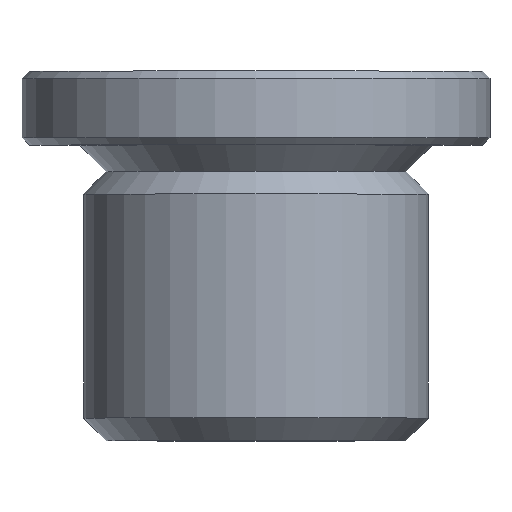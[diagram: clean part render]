
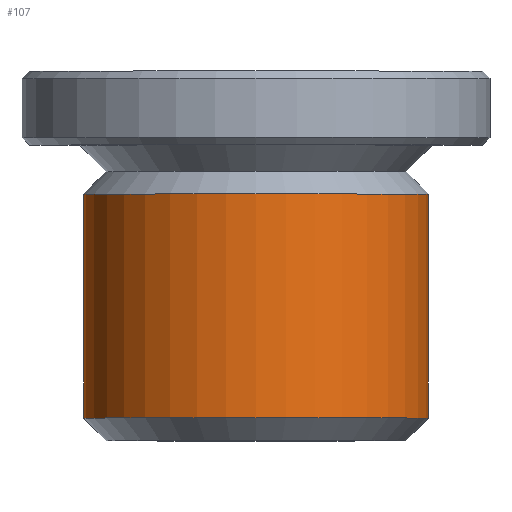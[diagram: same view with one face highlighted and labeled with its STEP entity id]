
A CAD part, top view. The second image highlights one B-rep face of the part: STEP entity #107.
In plain terms, the highlighted cylindrical face has radius 7 mm (diameter 14 mm), a full revolution.
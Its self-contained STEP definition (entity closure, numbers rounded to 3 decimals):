
#107 = ADVANCED_FACE( '', ( #218, #219 ), #220, .T. );
#218 = FACE_OUTER_BOUND( '', #322, .T. );
#219 = FACE_OUTER_BOUND( '', #323, .T. );
#220 = CYLINDRICAL_SURFACE( '', #324, 7. );
#322 = EDGE_LOOP( '', ( #525 ) );
#323 = EDGE_LOOP( '', ( #526 ) );
#324 = AXIS2_PLACEMENT_3D( '', #527, #528, #529 );
#525 = ORIENTED_EDGE( '', *, *, #593, .F. );
#526 = ORIENTED_EDGE( '', *, *, #586, .T. );
#527 = CARTESIAN_POINT( '', ( 0., -12., 0. ) );
#528 = DIRECTION( '', ( 0., 1., 0. ) );
#529 = DIRECTION( '', ( 0., 0., -1. ) );
#586 = EDGE_CURVE( '', #683, #683, #684, .T. );
#593 = EDGE_CURVE( '', #693, #693, #694, .T. );
#683 = VERTEX_POINT( '', #852 );
#684 = CIRCLE( '', #853, 7. );
#693 = VERTEX_POINT( '', #864 );
#694 = CIRCLE( '', #865, 7. );
#852 = CARTESIAN_POINT( '', ( 0., -1.99, -7. ) );
#853 = AXIS2_PLACEMENT_3D( '', #978, #979, #980 );
#864 = CARTESIAN_POINT( '', ( 0., -11.08, -7. ) );
#865 = AXIS2_PLACEMENT_3D( '', #989, #990, #991 );
#978 = CARTESIAN_POINT( '', ( 0., -1.99, 0. ) );
#979 = DIRECTION( '', ( 0., -1., 0. ) );
#980 = DIRECTION( '', ( 0., 0., -1. ) );
#989 = CARTESIAN_POINT( '', ( 0., -11.08, 0. ) );
#990 = DIRECTION( '', ( 0., -1., 0. ) );
#991 = DIRECTION( '', ( 0., 0., -1. ) );
